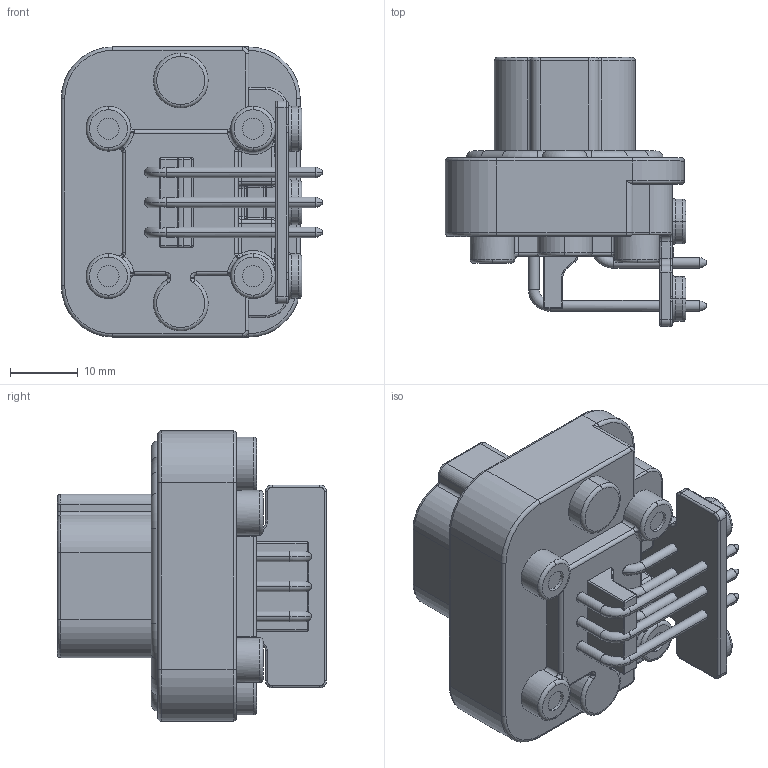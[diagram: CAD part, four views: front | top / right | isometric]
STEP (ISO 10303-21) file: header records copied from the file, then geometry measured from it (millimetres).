
FILE_DESCRIPTION((''),'2;1');
FILE_NAME('PL000637-06-02','2018-08-06T',('Jony.xie'),(''),'PRO/ENGINEER BY PARAMETRIC TECHNOLOGY CORPORATION, 2013230','PRO/ENGINEER BY PARAMETRIC TECHNOLOGY CORPORATION, 2013230','');
FILE_SCHEMA(('CONFIG_CONTROL_DESIGN'));
Length unit declared in the file: millimetre
Products named in the file (1): PL000637-06-02
Bounding box: 38.57 x 39.68 x 42.8 mm (x, y, z)
Volume: 19191.3 mm3; surface area: 9915.3 mm2
Topology: 1 solids, 1 shells, 866 faces, 2207 edges, 1376 vertices
Faces by surface type: cylinder 251, plane 221, extrusion 182, torus 122, bspline 52, sphere 22, cone 16
Entity records: 29184 total; most frequent: CARTESIAN_POINT 8961, ORIENTED_EDGE 4390, DIRECTION 3826, EDGE_CURVE 2195, VERTEX_POINT 1376, AXIS2_PLACEMENT_3D 1351, VECTOR 1124, LINE 942
